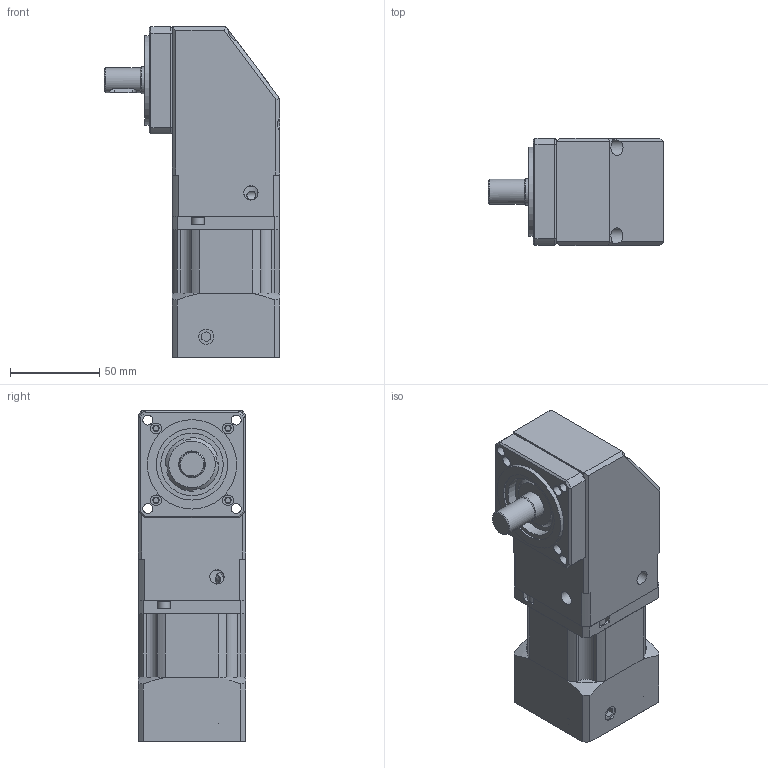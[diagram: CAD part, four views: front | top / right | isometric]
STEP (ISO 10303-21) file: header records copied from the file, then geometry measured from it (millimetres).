
FILE_DESCRIPTION( ( '' ), '1' );
FILE_NAME( 'GUN6_for 伺服馬達M4.stp', '2022-03-29T03:29:52', ( 'Dimamotor' ), ( 'Dimamotor' ), 'PSStep 17.0.49', ' ', ' ' );
FILE_SCHEMA( ( 'AUTOMOTIVE_DESIGN { 1 0 10303 214 1 1 1 1 }' ) );
Length unit declared in the file: millimetre
Products named in the file (4): Assem1; 馬達板; GPN610P
Assembly tree (3 placements, depth 2):
  Assem1
    馬達板
    馬達板
    GPN610P
Bounding box: 98 x 60 x 185 mm (x, y, z)
Volume: 511643.8 mm3; surface area: 119606.2 mm2
Topology: 3 solids, 12 shells, 563 faces, 1331 edges, 879 vertices
Faces by surface type: plane 348, cylinder 180, cone 25, torus 6, bspline 4
Full cylindrical faces by diameter (mm): 3 x4, 3.242 x8, 3.3 x4, 3.5 x4, 4 x8, 4.134 x1, 4.3 x2, 4.5 x4, 5 x6, 5.5 x12, 6 x4, 7 x11, 7.3 x4, 8 x6, 8.376 x4, 9 x8, 10 x2, 14 x3, 15 x1, 16 x1, 20 x3, 22 x1, 23 x1, 25 x1, 30 x1, 33 x1, 35 x2, 37 x2, 39 x1, 40 x2
Entity records: 24676 total; most frequent: CARTESIAN_POINT 3668, DIRECTION 2638, ORIENTED_EDGE 2238, PRESENTATION_STYLE_ASSIGNMENT 1426, COLOUR_RGB 1426, STYLED_ITEM 1161, EDGE_CURVE 1119, AXIS2_PLACEMENT_3D 1001
